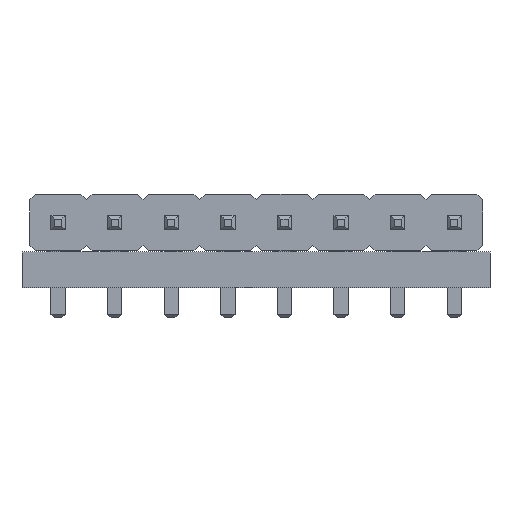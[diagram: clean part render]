
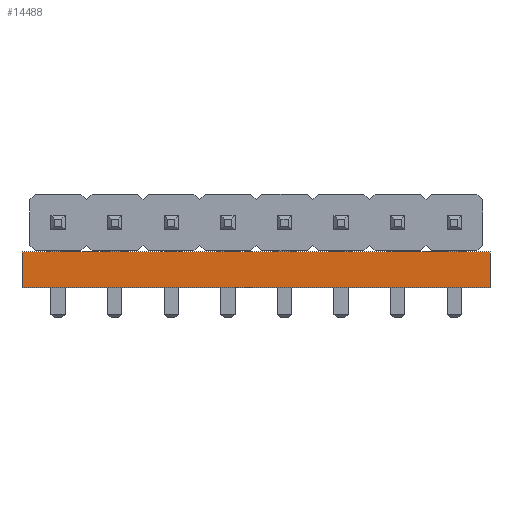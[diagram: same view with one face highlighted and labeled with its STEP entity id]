
A CAD part, front view. The second image highlights one B-rep face of the part: STEP entity #14488.
In plain terms, the highlighted planar face has unit normal (0, -1, 0).
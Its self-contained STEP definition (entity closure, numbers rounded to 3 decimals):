
#14488 = ADVANCED_FACE('',(#14489),#14503,.T.);
#14489 = FACE_BOUND('',#14490,.T.);
#14490 = EDGE_LOOP('',(#14491,#14526,#14554,#14582));
#14491 = ORIENTED_EDGE('',*,*,#14492,.T.);
#14492 = EDGE_CURVE('',#14493,#14495,#14497,.T.);
#14493 = VERTEX_POINT('',#14494);
#14494 = CARTESIAN_POINT('',(41.,-36.,0.));
#14495 = VERTEX_POINT('',#14496);
#14496 = CARTESIAN_POINT('',(41.,-36.,1.6));
#14497 = SURFACE_CURVE('',#14498,(#14502,#14514),.PCURVE_S1.);
#14498 = LINE('',#14499,#14500);
#14499 = CARTESIAN_POINT('',(41.,-36.,0.));
#14500 = VECTOR('',#14501,1.);
#14501 = DIRECTION('',(0.,0.,1.));
#14502 = PCURVE('',#14503,#14508);
#14503 = PLANE('',#14504);
#14504 = AXIS2_PLACEMENT_3D('',#14505,#14506,#14507);
#14505 = CARTESIAN_POINT('',(41.,-36.,0.));
#14506 = DIRECTION('',(0.,-1.,0.));
#14507 = DIRECTION('',(-1.,0.,0.));
#14508 = DEFINITIONAL_REPRESENTATION('',(#14509),#14513);
#14509 = LINE('',#14510,#14511);
#14510 = CARTESIAN_POINT('',(0.,-0.));
#14511 = VECTOR('',#14512,1.);
#14512 = DIRECTION('',(0.,-1.));
#14513 = ( GEOMETRIC_REPRESENTATION_CONTEXT(2) 
PARAMETRIC_REPRESENTATION_CONTEXT() REPRESENTATION_CONTEXT('2D SPACE',''
  ) );
#14514 = PCURVE('',#14515,#14520);
#14515 = PLANE('',#14516);
#14516 = AXIS2_PLACEMENT_3D('',#14517,#14518,#14519);
#14517 = CARTESIAN_POINT('',(41.,-20.,0.));
#14518 = DIRECTION('',(1.,0.,-0.));
#14519 = DIRECTION('',(0.,-1.,0.));
#14520 = DEFINITIONAL_REPRESENTATION('',(#14521),#14525);
#14521 = LINE('',#14522,#14523);
#14522 = CARTESIAN_POINT('',(16.,0.));
#14523 = VECTOR('',#14524,1.);
#14524 = DIRECTION('',(0.,-1.));
#14525 = ( GEOMETRIC_REPRESENTATION_CONTEXT(2) 
PARAMETRIC_REPRESENTATION_CONTEXT() REPRESENTATION_CONTEXT('2D SPACE',''
  ) );
#14526 = ORIENTED_EDGE('',*,*,#14527,.T.);
#14527 = EDGE_CURVE('',#14495,#14528,#14530,.T.);
#14528 = VERTEX_POINT('',#14529);
#14529 = CARTESIAN_POINT('',(20.,-36.,1.6));
#14530 = SURFACE_CURVE('',#14531,(#14535,#14542),.PCURVE_S1.);
#14531 = LINE('',#14532,#14533);
#14532 = CARTESIAN_POINT('',(41.,-36.,1.6));
#14533 = VECTOR('',#14534,1.);
#14534 = DIRECTION('',(-1.,0.,0.));
#14535 = PCURVE('',#14503,#14536);
#14536 = DEFINITIONAL_REPRESENTATION('',(#14537),#14541);
#14537 = LINE('',#14538,#14539);
#14538 = CARTESIAN_POINT('',(0.,-1.6));
#14539 = VECTOR('',#14540,1.);
#14540 = DIRECTION('',(1.,0.));
#14541 = ( GEOMETRIC_REPRESENTATION_CONTEXT(2) 
PARAMETRIC_REPRESENTATION_CONTEXT() REPRESENTATION_CONTEXT('2D SPACE',''
  ) );
#14542 = PCURVE('',#14543,#14548);
#14543 = PLANE('',#14544);
#14544 = AXIS2_PLACEMENT_3D('',#14545,#14546,#14547);
#14545 = CARTESIAN_POINT('',(30.5,-28.,1.6));
#14546 = DIRECTION('',(-0.,-0.,-1.));
#14547 = DIRECTION('',(-1.,0.,0.));
#14548 = DEFINITIONAL_REPRESENTATION('',(#14549),#14553);
#14549 = LINE('',#14550,#14551);
#14550 = CARTESIAN_POINT('',(-10.5,-8.));
#14551 = VECTOR('',#14552,1.);
#14552 = DIRECTION('',(1.,0.));
#14553 = ( GEOMETRIC_REPRESENTATION_CONTEXT(2) 
PARAMETRIC_REPRESENTATION_CONTEXT() REPRESENTATION_CONTEXT('2D SPACE',''
  ) );
#14554 = ORIENTED_EDGE('',*,*,#14555,.F.);
#14555 = EDGE_CURVE('',#14556,#14528,#14558,.T.);
#14556 = VERTEX_POINT('',#14557);
#14557 = CARTESIAN_POINT('',(20.,-36.,0.));
#14558 = SURFACE_CURVE('',#14559,(#14563,#14570),.PCURVE_S1.);
#14559 = LINE('',#14560,#14561);
#14560 = CARTESIAN_POINT('',(20.,-36.,0.));
#14561 = VECTOR('',#14562,1.);
#14562 = DIRECTION('',(0.,0.,1.));
#14563 = PCURVE('',#14503,#14564);
#14564 = DEFINITIONAL_REPRESENTATION('',(#14565),#14569);
#14565 = LINE('',#14566,#14567);
#14566 = CARTESIAN_POINT('',(21.,0.));
#14567 = VECTOR('',#14568,1.);
#14568 = DIRECTION('',(0.,-1.));
#14569 = ( GEOMETRIC_REPRESENTATION_CONTEXT(2) 
PARAMETRIC_REPRESENTATION_CONTEXT() REPRESENTATION_CONTEXT('2D SPACE',''
  ) );
#14570 = PCURVE('',#14571,#14576);
#14571 = PLANE('',#14572);
#14572 = AXIS2_PLACEMENT_3D('',#14573,#14574,#14575);
#14573 = CARTESIAN_POINT('',(20.,-36.,0.));
#14574 = DIRECTION('',(-1.,0.,0.));
#14575 = DIRECTION('',(0.,1.,0.));
#14576 = DEFINITIONAL_REPRESENTATION('',(#14577),#14581);
#14577 = LINE('',#14578,#14579);
#14578 = CARTESIAN_POINT('',(0.,0.));
#14579 = VECTOR('',#14580,1.);
#14580 = DIRECTION('',(0.,-1.));
#14581 = ( GEOMETRIC_REPRESENTATION_CONTEXT(2) 
PARAMETRIC_REPRESENTATION_CONTEXT() REPRESENTATION_CONTEXT('2D SPACE',''
  ) );
#14582 = ORIENTED_EDGE('',*,*,#14583,.F.);
#14583 = EDGE_CURVE('',#14493,#14556,#14584,.T.);
#14584 = SURFACE_CURVE('',#14585,(#14589,#14596),.PCURVE_S1.);
#14585 = LINE('',#14586,#14587);
#14586 = CARTESIAN_POINT('',(41.,-36.,0.));
#14587 = VECTOR('',#14588,1.);
#14588 = DIRECTION('',(-1.,0.,0.));
#14589 = PCURVE('',#14503,#14590);
#14590 = DEFINITIONAL_REPRESENTATION('',(#14591),#14595);
#14591 = LINE('',#14592,#14593);
#14592 = CARTESIAN_POINT('',(0.,-0.));
#14593 = VECTOR('',#14594,1.);
#14594 = DIRECTION('',(1.,0.));
#14595 = ( GEOMETRIC_REPRESENTATION_CONTEXT(2) 
PARAMETRIC_REPRESENTATION_CONTEXT() REPRESENTATION_CONTEXT('2D SPACE',''
  ) );
#14596 = PCURVE('',#14597,#14602);
#14597 = PLANE('',#14598);
#14598 = AXIS2_PLACEMENT_3D('',#14599,#14600,#14601);
#14599 = CARTESIAN_POINT('',(30.5,-28.,0.));
#14600 = DIRECTION('',(-0.,-0.,-1.));
#14601 = DIRECTION('',(-1.,0.,0.));
#14602 = DEFINITIONAL_REPRESENTATION('',(#14603),#14607);
#14603 = LINE('',#14604,#14605);
#14604 = CARTESIAN_POINT('',(-10.5,-8.));
#14605 = VECTOR('',#14606,1.);
#14606 = DIRECTION('',(1.,0.));
#14607 = ( GEOMETRIC_REPRESENTATION_CONTEXT(2) 
PARAMETRIC_REPRESENTATION_CONTEXT() REPRESENTATION_CONTEXT('2D SPACE',''
  ) );
